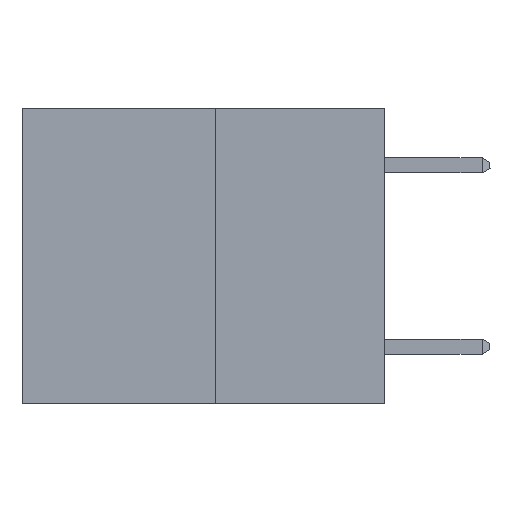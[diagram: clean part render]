
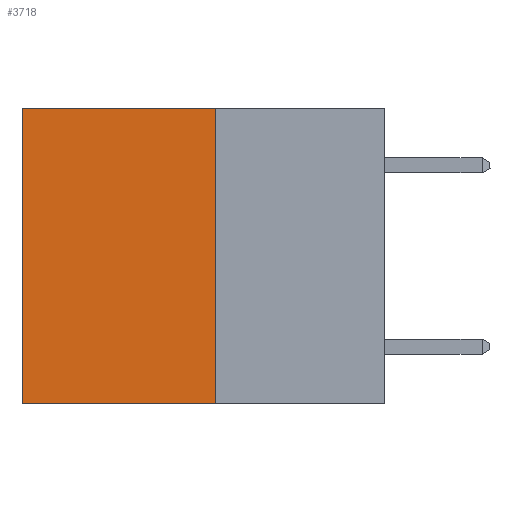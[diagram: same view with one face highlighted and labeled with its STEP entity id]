
A CAD part, left-side view. The second image highlights one B-rep face of the part: STEP entity #3718.
In plain terms, the highlighted planar face has unit normal (-1, 0, 0).
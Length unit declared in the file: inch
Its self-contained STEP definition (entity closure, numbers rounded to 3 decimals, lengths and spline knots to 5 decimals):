
#986 = DIRECTION ( 'NONE',  ( 0., 0., -1. ) ) ;
#1484 = PLANE ( 'NONE',  #25694 ) ;
#1736 = CARTESIAN_POINT ( 'NONE',  ( 0.3165, 0.6, 0. ) ) ;
#2486 = LINE ( 'NONE', #4865, #17355 ) ;
#2811 = DIRECTION ( 'NONE',  ( 1., 0., 0. ) ) ;
#3007 = CARTESIAN_POINT ( 'NONE',  ( 0.3165, 0.28, -0.49 ) ) ;
#3335 = CARTESIAN_POINT ( 'NONE',  ( 0.3165, 0.28, 0. ) ) ;
#3399 = DIRECTION ( 'NONE',  ( 0., 1., 0. ) ) ;
#3530 = DIRECTION ( 'NONE',  ( 0., 1., 0. ) ) ;
#3718 = ADVANCED_FACE ( 'NONE', ( #20324 ), #1484, .F. ) ;
#4865 = CARTESIAN_POINT ( 'NONE',  ( 0.3165, 0.6, -0.49 ) ) ;
#7111 = VERTEX_POINT ( 'NONE', #1736 ) ;
#7290 = VERTEX_POINT ( 'NONE', #12420 ) ;
#7687 = VECTOR ( 'NONE', #986, 39.37008 ) ;
#8125 = CARTESIAN_POINT ( 'NONE',  ( 0.3165, 0.28, -0.49 ) ) ;
#9741 = VECTOR ( 'NONE', #3399, 39.37008 ) ;
#11723 = EDGE_LOOP ( 'NONE', ( #17523, #15616, #14613, #11779 ) ) ;
#11779 = ORIENTED_EDGE ( 'NONE', *, *, #18805, .T. ) ;
#11888 = VERTEX_POINT ( 'NONE', #23425 ) ;
#12420 = CARTESIAN_POINT ( 'NONE',  ( 0.3165, 0.28, 0. ) ) ;
#14135 = CARTESIAN_POINT ( 'NONE',  ( 0.3165, 0.6, -0.49 ) ) ;
#14192 = DIRECTION ( 'NONE',  ( 0., 0., -1. ) ) ;
#14613 = ORIENTED_EDGE ( 'NONE', *, *, #19269, .F. ) ;
#15300 = LINE ( 'NONE', #3335, #23959 ) ;
#15616 = ORIENTED_EDGE ( 'NONE', *, *, #19440, .F. ) ;
#15648 = LINE ( 'NONE', #8125, #9741 ) ;
#17355 = VECTOR ( 'NONE', #20332, 39.37008 ) ;
#17523 = ORIENTED_EDGE ( 'NONE', *, *, #25911, .T. ) ;
#18805 = EDGE_CURVE ( 'NONE', #7290, #7111, #15300, .T. ) ;
#19269 = EDGE_CURVE ( 'NONE', #7290, #11888, #27417, .T. ) ;
#19440 = EDGE_CURVE ( 'NONE', #11888, #24090, #15648, .T. ) ;
#20324 = FACE_OUTER_BOUND ( 'NONE', #11723, .T. ) ;
#20332 = DIRECTION ( 'NONE',  ( 0., 0., -1. ) ) ;
#20526 = CARTESIAN_POINT ( 'NONE',  ( 0.3165, 0.28, -0.49 ) ) ;
#23425 = CARTESIAN_POINT ( 'NONE',  ( 0.3165, 0.28, -0.49 ) ) ;
#23959 = VECTOR ( 'NONE', #3530, 39.37008 ) ;
#24090 = VERTEX_POINT ( 'NONE', #14135 ) ;
#25694 = AXIS2_PLACEMENT_3D ( 'NONE', #3007, #2811, #14192 ) ;
#25911 = EDGE_CURVE ( 'NONE', #7111, #24090, #2486, .T. ) ;
#27417 = LINE ( 'NONE', #20526, #7687 ) ;
